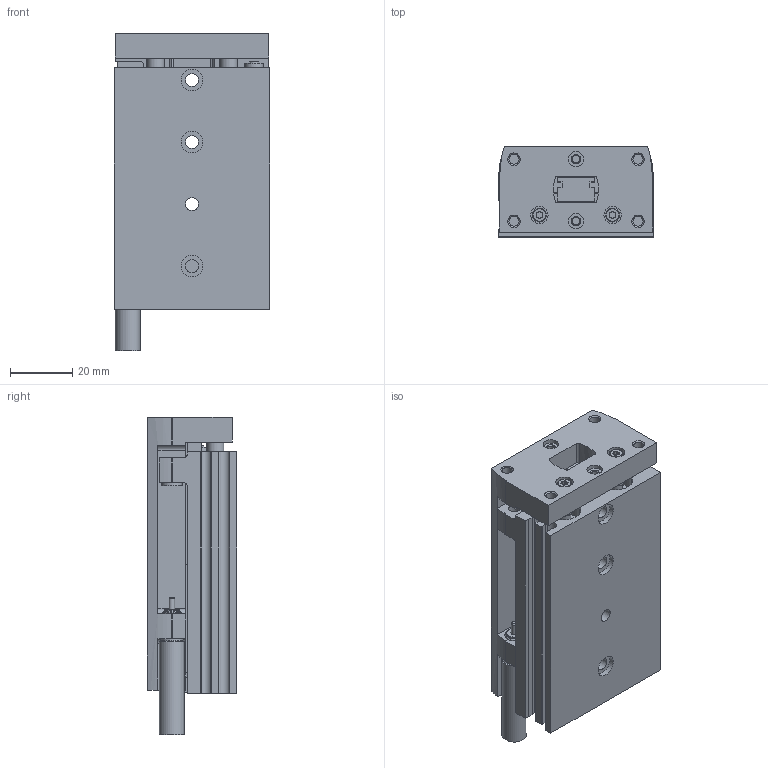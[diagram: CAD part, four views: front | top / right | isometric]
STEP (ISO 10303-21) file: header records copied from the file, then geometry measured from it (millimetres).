
FILE_DESCRIPTION(/* description */ ('STEP AP214'),/* implementation_level */ '2;1');
FILE_NAME(/* name */ '8085167_DGST-10-40-Y12A',/* time_stamp */ '2024-08-15T13:42:12+02:00',/* author */ ('License CC BY-ND 4.0'),/* organization */ ('CADENAS'),/* preprocessor_version */ 'ST-DEVELOPER v19.3',/* originating_system */ 'PARTsolutions',/* authorisation */ ' ');
FILE_SCHEMA (('AUTOMOTIVE_DESIGN {1 0 10303 214 3 1 1}'));
Length unit declared in the file: millimetre
Products named in the file (6): 8085167 DGST-10-40-Y12A---(0-high); 8073893 DGST-10-40---Y12---(mechanical-high)h; 8073893 DGST-10-40---(mechanical-high)s; 8074425 DYEF-G8-M6x0.5; 8111345 DYSS-4-4-Y1F-G2---(1_0_0); 8111345 DYSS-4-4-Y1F-G2---(2_0_0)
Assembly tree (6 placements, depth 2):
  8085167 DGST-10-40-Y12A---(0-high)
    8073893 DGST-10-40---Y12---(mechanical-high)h
    8073893 DGST-10-40---(mechanical-high)s
    8074425 DYEF-G8-M6x0.5  x2
    8111345 DYSS-4-4-Y1F-G2---(1_0_0)
    8111345 DYSS-4-4-Y1F-G2---(2_0_0)
Bounding box: 50 x 29 x 102.4 mm (x, y, z)
Volume: 98627.2 mm3; surface area: 44855.6 mm2
Topology: 6 solids, 6 shells, 523 faces, 1206 edges, 778 vertices
Faces by surface type: cylinder 231, plane 225, cone 53, torus 14
Full cylindrical faces by diameter (mm): 1.8 x2, 1.85 x2, 2.459 x2, 3.242 x10, 3.5 x1, 3.7 x1, 4 x4, 4.134 x6, 4.2 x2, 4.5 x2, 5 x6, 5.3 x2, 5.459 x4, 5.6 x4, 6 x7, 6.1 x2, 6.6 x2, 7 x8, 8 x12, 10 x6
Entity records: 15208 total; most frequent: DIRECTION 2544, CARTESIAN_POINT 2339, ORIENTED_EDGE 2056, EDGE_CURVE 1028, AXIS2_PLACEMENT_3D 1023, VERTEX_POINT 752, EDGE_LOOP 740, FACE_BOUND 740
